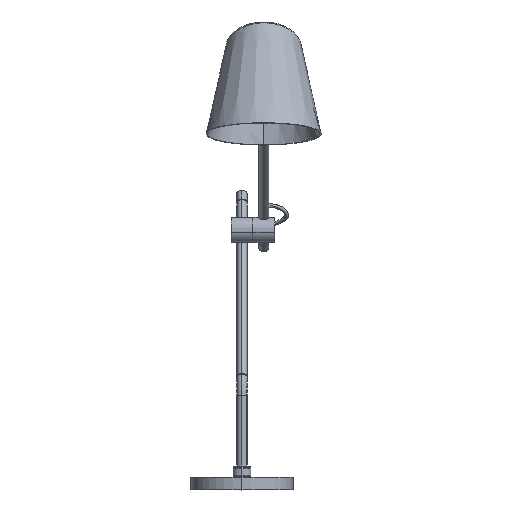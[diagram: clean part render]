
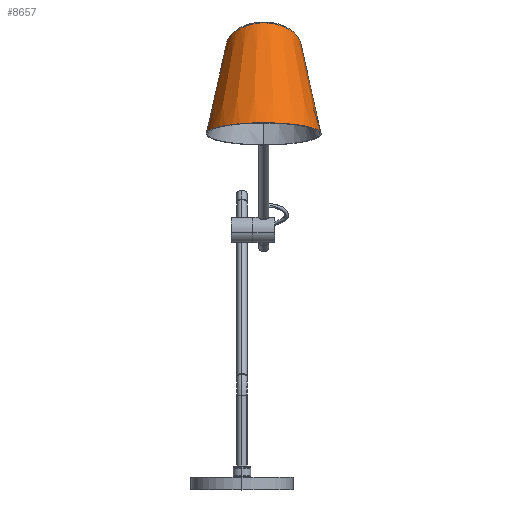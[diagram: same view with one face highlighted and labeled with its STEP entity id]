
A CAD part, top view. The second image highlights one B-rep face of the part: STEP entity #8657.
In plain terms, the highlighted conical face has half-angle 12 degrees and reference radius 43.087 mm.
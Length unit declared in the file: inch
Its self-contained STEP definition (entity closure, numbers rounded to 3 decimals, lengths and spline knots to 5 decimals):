
#396 = ORIENTED_EDGE ( 'NONE', *, *, #4421, .T. ) ;
#460 = CARTESIAN_POINT ( 'NONE',  ( 2.21382, 15.83518, 13.40815 ) ) ;
#706 = CARTESIAN_POINT ( 'NONE',  ( -1.21231, 18.00476, 16.01423 ) ) ;
#1344 = ORIENTED_EDGE ( 'NONE', *, *, #6457, .F. ) ;
#2048 = CARTESIAN_POINT ( 'NONE',  ( -1.468, 15.83518, 13.40815 ) ) ;
#2168 = VECTOR ( 'NONE', #9624, 39.37008 ) ;
#3310 = VECTOR ( 'NONE', #8933, 39.37008 ) ;
#3566 = CARTESIAN_POINT ( 'NONE',  ( -2.48975, 11.83951, 16.56868 ) ) ;
#4074 = VERTEX_POINT ( 'NONE', #5800 ) ;
#4124 = CARTESIAN_POINT ( 'NONE',  ( 0.37291, 16.47822, 13.18673 ) ) ;
#4153 = CONICAL_SURFACE ( 'NONE', #10464, 1.69635, 0.209 ) ;
#4319 = CARTESIAN_POINT ( 'NONE',  ( -2.43911, 11.51539, 14.89557 ) ) ;
#4388 = CARTESIAN_POINT ( 'NONE',  ( -1.468, 15.83518, 13.40815 ) ) ;
#4421 = EDGE_CURVE ( 'NONE', #4611, #10110, #10047, .T. ) ;
#4611 = VERTEX_POINT ( 'NONE', #8977 ) ;
#4680 =( BOUNDED_CURVE ( )  B_SPLINE_CURVE ( 3, ( #4388, #706, #8852, #6023 ),
 .UNSPECIFIED., .F., .F. ) 
 B_SPLINE_CURVE_WITH_KNOTS ( ( 4, 4 ),
 ( 1.65153, 4.63165 ),
 .UNSPECIFIED. ) 
 CURVE ( )  GEOMETRIC_REPRESENTATION_ITEM ( )  RATIONAL_B_SPLINE_CURVE ( ( 1., 0.387, 0.387, 1. ) ) 
 REPRESENTATION_ITEM ( '' )  );
#5099 = DIRECTION ( 'NONE',  ( 0., -0.326, -0.946 ) ) ;
#5348 = ORIENTED_EDGE ( 'NONE', *, *, #11545, .F. ) ;
#5794 = VERTEX_POINT ( 'NONE', #2048 ) ;
#5800 = CARTESIAN_POINT ( 'NONE',  ( -2.43911, 11.51539, 14.89557 ) ) ;
#6023 = CARTESIAN_POINT ( 'NONE',  ( 2.21382, 15.83518, 13.40815 ) ) ;
#6457 = EDGE_CURVE ( 'NONE', #4611, #4074, #6701, .T. ) ;
#6701 =( BOUNDED_CURVE ( )  B_SPLINE_CURVE ( 3, ( #7001, #7934, #9752, #7162, #10668, #3566, #4319 ),
 .UNSPECIFIED., .F., .T. ) 
 B_SPLINE_CURVE_WITH_KNOTS ( ( 4, 3, 4 ),
 ( 4.68237, 6.28319, 7.884 ),
 .UNSPECIFIED. ) 
 CURVE ( )  GEOMETRIC_REPRESENTATION_ITEM ( )  RATIONAL_B_SPLINE_CURVE ( ( 1., 0.798, 0.798, 1., 0.798, 0.798, 1. ) ) 
 REPRESENTATION_ITEM ( '' )  );
#7001 = CARTESIAN_POINT ( 'NONE',  ( 3.18493, 11.51539, 14.89557 ) ) ;
#7162 = CARTESIAN_POINT ( 'NONE',  ( 0.37291, 12.07222, 17.7699 ) ) ;
#7934 = CARTESIAN_POINT ( 'NONE',  ( 3.23557, 11.83951, 16.56868 ) ) ;
#7963 = CARTESIAN_POINT ( 'NONE',  ( 2.69937, 13.67529, 14.15186 ) ) ;
#8560 = DIRECTION ( 'NONE',  ( 0., -0.946, 0.326 ) ) ;
#8657 = ADVANCED_FACE ( 'NONE', ( #10455 ), #4153, .T. ) ;
#8852 = CARTESIAN_POINT ( 'NONE',  ( 1.95813, 18.00476, 16.01423 ) ) ;
#8933 = DIRECTION ( 'NONE',  ( -0.208, 0.925, -0.318 ) ) ;
#8977 = CARTESIAN_POINT ( 'NONE',  ( 3.18493, 11.51539, 14.89557 ) ) ;
#9438 = ORIENTED_EDGE ( 'NONE', *, *, #10175, .F. ) ;
#9624 = DIRECTION ( 'NONE',  ( 0.208, 0.925, -0.318 ) ) ;
#9752 = CARTESIAN_POINT ( 'NONE',  ( 2.06038, 12.07222, 17.7699 ) ) ;
#10047 = LINE ( 'NONE', #7963, #3310 ) ;
#10110 = VERTEX_POINT ( 'NONE', #460 ) ;
#10175 = EDGE_CURVE ( 'NONE', #5794, #10110, #4680, .T. ) ;
#10433 = LINE ( 'NONE', #11481, #2168 ) ;
#10455 = FACE_OUTER_BOUND ( 'NONE', #10738, .T. ) ;
#10464 = AXIS2_PLACEMENT_3D ( 'NONE', #4124, #8560, #5099 ) ;
#10668 = CARTESIAN_POINT ( 'NONE',  ( -1.31456, 12.07222, 17.7699 ) ) ;
#10738 = EDGE_LOOP ( 'NONE', ( #1344, #396, #9438, #5348 ) ) ;
#11481 = CARTESIAN_POINT ( 'NONE',  ( -1.92836, 13.78735, 14.11327 ) ) ;
#11545 = EDGE_CURVE ( 'NONE', #4074, #5794, #10433, .T. ) ;
